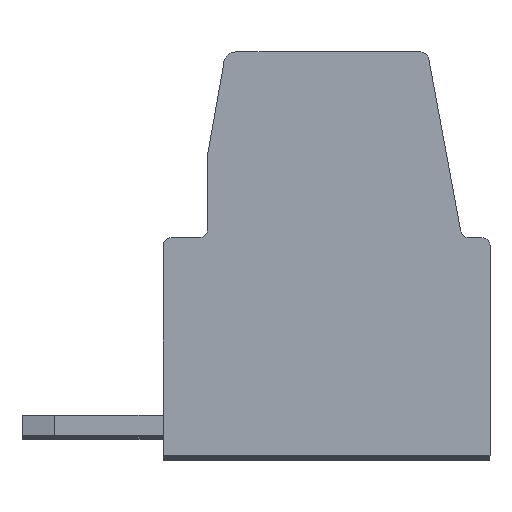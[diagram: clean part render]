
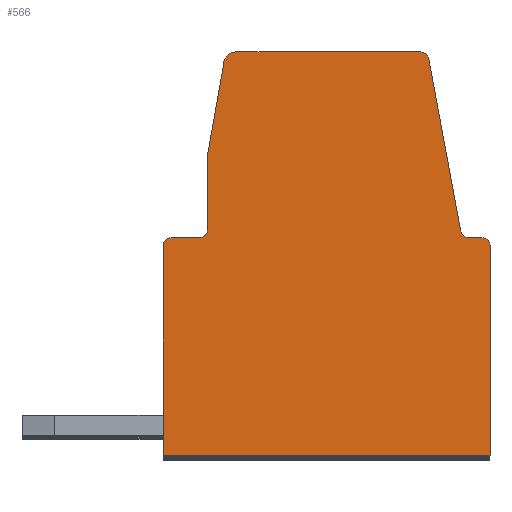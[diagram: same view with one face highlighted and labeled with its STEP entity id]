
A CAD part, top view. The second image highlights one B-rep face of the part: STEP entity #566.
In plain terms, the highlighted planar face has unit normal (0, 0, 1).
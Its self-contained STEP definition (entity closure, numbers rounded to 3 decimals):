
#566 = ADVANCED_FACE( '', ( #1123 ), #1124, .F. );
#1123 = FACE_OUTER_BOUND( '', #1697, .T. );
#1124 = PLANE( '', #1698 );
#1697 = EDGE_LOOP( '', ( #3088, #3089, #3090, #3091, #3092, #3093, #3094, #3095, #3096, #3097, #3098, #3099, #3100, #3101, #3102 ) );
#1698 = AXIS2_PLACEMENT_3D( '', #3103, #3104, #3105 );
#3088 = ORIENTED_EDGE( '', *, *, #4189, .T. );
#3089 = ORIENTED_EDGE( '', *, *, #4236, .T. );
#3090 = ORIENTED_EDGE( '', *, *, #4237, .F. );
#3091 = ORIENTED_EDGE( '', *, *, #3677, .T. );
#3092 = ORIENTED_EDGE( '', *, *, #3967, .T. );
#3093 = ORIENTED_EDGE( '', *, *, #4238, .T. );
#3094 = ORIENTED_EDGE( '', *, *, #3980, .T. );
#3095 = ORIENTED_EDGE( '', *, *, #4122, .T. );
#3096 = ORIENTED_EDGE( '', *, *, #3651, .F. );
#3097 = ORIENTED_EDGE( '', *, *, #4239, .T. );
#3098 = ORIENTED_EDGE( '', *, *, #4240, .F. );
#3099 = ORIENTED_EDGE( '', *, *, #4241, .T. );
#3100 = ORIENTED_EDGE( '', *, *, #4071, .T. );
#3101 = ORIENTED_EDGE( '', *, *, #4088, .F. );
#3102 = ORIENTED_EDGE( '', *, *, #4242, .F. );
#3103 = CARTESIAN_POINT( '', ( 0.81, -4.4, 0. ) );
#3104 = DIRECTION( '', ( 0., 0., -1. ) );
#3105 = DIRECTION( '', ( 0., 1., 0. ) );
#3651 = EDGE_CURVE( '', #4358, #4360, #4361, .T. );
#3677 = EDGE_CURVE( '', #4407, #4405, #4408, .T. );
#3967 = EDGE_CURVE( '', #4405, #4888, #4890, .T. );
#3980 = EDGE_CURVE( '', #4908, #4909, #4910, .T. );
#4071 = EDGE_CURVE( '', #5042, #5046, #5048, .T. );
#4088 = EDGE_CURVE( '', #5070, #5046, #5072, .T. );
#4122 = EDGE_CURVE( '', #4909, #4360, #5118, .T. );
#4189 = EDGE_CURVE( '', #5211, #5209, #5212, .T. );
#4236 = EDGE_CURVE( '', #5209, #5267, #5268, .T. );
#4237 = EDGE_CURVE( '', #4407, #5267, #5269, .T. );
#4238 = EDGE_CURVE( '', #4888, #4908, #5270, .T. );
#4239 = EDGE_CURVE( '', #4358, #5271, #5272, .T. );
#4240 = EDGE_CURVE( '', #5273, #5271, #5274, .T. );
#4241 = EDGE_CURVE( '', #5273, #5042, #5275, .T. );
#4242 = EDGE_CURVE( '', #5211, #5070, #5276, .T. );
#4358 = VERTEX_POINT( '', #5402 );
#4360 = VERTEX_POINT( '', #5405 );
#4361 = CIRCLE( '', #5406, 0.2 );
#4405 = VERTEX_POINT( '', #5466 );
#4407 = VERTEX_POINT( '', #5469 );
#4408 = LINE( '', #5470, #5471 );
#4888 = VERTEX_POINT( '', #6163 );
#4890 = CIRCLE( '', #6166, 0.2 );
#4908 = VERTEX_POINT( '', #6192 );
#4909 = VERTEX_POINT( '', #6193 );
#4910 = LINE( '', #6194, #6195 );
#5042 = VERTEX_POINT( '', #6387 );
#5046 = VERTEX_POINT( '', #6392 );
#5048 = CIRCLE( '', #6395, 0.2 );
#5070 = VERTEX_POINT( '', #6426 );
#5072 = LINE( '', #6429, #6430 );
#5118 = LINE( '', #6496, #6497 );
#5209 = VERTEX_POINT( '', #6630 );
#5211 = VERTEX_POINT( '', #6633 );
#5212 = LINE( '', #6634, #6635 );
#5267 = VERTEX_POINT( '', #6718 );
#5268 = LINE( '', #6719, #6720 );
#5269 = CIRCLE( '', #6721, 0.2 );
#5270 = LINE( '', #6722, #6723 );
#5271 = VERTEX_POINT( '', #6724 );
#5272 = LINE( '', #6725, #6726 );
#5273 = VERTEX_POINT( '', #6727 );
#5274 = CIRCLE( '', #6728, 0.2 );
#5275 = LINE( '', #6729, #6730 );
#5276 = CIRCLE( '', #6731, 0.3 );
#5402 = CARTESIAN_POINT( '', ( -0.2, 5.4, 0. ) );
#5405 = CARTESIAN_POINT( '', ( 0., 5.2, 0. ) );
#5406 = AXIS2_PLACEMENT_3D( '', #6878, #6879, #6880 );
#5466 = CARTESIAN_POINT( '', ( -7.9, 5.4, 0. ) );
#5469 = CARTESIAN_POINT( '', ( -7.2, 5.4, 0. ) );
#5470 = CARTESIAN_POINT( '', ( -16.414, 5.4, 0. ) );
#5471 = VECTOR( '', #6910, 1000. );
#6163 = CARTESIAN_POINT( '', ( -8.1, 5.2, 0. ) );
#6166 = AXIS2_PLACEMENT_3D( '', #7199, #7200, #7201 );
#6192 = CARTESIAN_POINT( '', ( -8.1, 0., 0. ) );
#6193 = CARTESIAN_POINT( '', ( 0., 0., 0. ) );
#6194 = CARTESIAN_POINT( '', ( -16.414, 0., 0. ) );
#6195 = VECTOR( '', #7213, 1000. );
#6387 = CARTESIAN_POINT( '', ( -1.52, 9.836, 0. ) );
#6392 = CARTESIAN_POINT( '', ( -1.716, 10., 0. ) );
#6395 = AXIS2_PLACEMENT_3D( '', #7291, #7292, #7293 );
#6426 = CARTESIAN_POINT( '', ( -6.298, 10., 0. ) );
#6429 = CARTESIAN_POINT( '', ( -16.414, 10., 0. ) );
#6430 = VECTOR( '', #7307, 1000. );
#6496 = CARTESIAN_POINT( '', ( 0., -18.438, 0. ) );
#6497 = VECTOR( '', #7337, 1000. );
#6630 = CARTESIAN_POINT( '', ( -7., 7.448, 0. ) );
#6633 = CARTESIAN_POINT( '', ( -6.594, 9.752, 0. ) );
#6634 = CARTESIAN_POINT( '', ( -11.564, -18.438, 0. ) );
#6635 = VECTOR( '', #7405, 1000. );
#6718 = CARTESIAN_POINT( '', ( -7., 5.6, 0. ) );
#6719 = CARTESIAN_POINT( '', ( -7., -18.438, 0. ) );
#6720 = VECTOR( '', #7449, 1000. );
#6721 = AXIS2_PLACEMENT_3D( '', #7450, #7451, #7452 );
#6722 = CARTESIAN_POINT( '', ( -8.1, -18.438, 0. ) );
#6723 = VECTOR( '', #7453, 1000. );
#6724 = CARTESIAN_POINT( '', ( -0.531, 5.4, 0. ) );
#6725 = CARTESIAN_POINT( '', ( -16.414, 5.4, 0. ) );
#6726 = VECTOR( '', #7454, 1000. );
#6727 = CARTESIAN_POINT( '', ( -0.728, 5.564, 0. ) );
#6728 = AXIS2_PLACEMENT_3D( '', #7455, #7456, #7457 );
#6729 = CARTESIAN_POINT( '', ( 3.721, -18.438, 0. ) );
#6730 = VECTOR( '', #7458, 1000. );
#6731 = AXIS2_PLACEMENT_3D( '', #7459, #7460, #7461 );
#6878 = CARTESIAN_POINT( '', ( -0.2, 5.2, 0. ) );
#6879 = DIRECTION( '', ( 0., 0., -1. ) );
#6880 = DIRECTION( '', ( -1., 0., 0. ) );
#6910 = DIRECTION( '', ( -1., 0., 0. ) );
#7199 = CARTESIAN_POINT( '', ( -7.9, 5.2, 0. ) );
#7200 = DIRECTION( '', ( 0., 0., 1. ) );
#7201 = DIRECTION( '', ( 1., 0., 0. ) );
#7213 = DIRECTION( '', ( 1., 0., 0. ) );
#7291 = CARTESIAN_POINT( '', ( -1.716, 9.8, 0. ) );
#7292 = DIRECTION( '', ( 0., 0., 1. ) );
#7293 = DIRECTION( '', ( 1., 0., 0. ) );
#7307 = DIRECTION( '', ( 1., 0., 0. ) );
#7337 = DIRECTION( '', ( 0., 1., 0. ) );
#7405 = DIRECTION( '', ( -0.174, -0.985, 0. ) );
#7449 = DIRECTION( '', ( 0., -1., 0. ) );
#7450 = CARTESIAN_POINT( '', ( -7.2, 5.6, 0. ) );
#7451 = DIRECTION( '', ( 0., 0., 1. ) );
#7452 = DIRECTION( '', ( 1., 0., 0. ) );
#7453 = DIRECTION( '', ( 0., -1., 0. ) );
#7454 = DIRECTION( '', ( -1., 0., 0. ) );
#7455 = CARTESIAN_POINT( '', ( -0.531, 5.6, 0. ) );
#7456 = DIRECTION( '', ( 0., 0., 1. ) );
#7457 = DIRECTION( '', ( 1., 0., 0. ) );
#7458 = DIRECTION( '', ( -0.182, 0.983, 0. ) );
#7459 = CARTESIAN_POINT( '', ( -6.298, 9.7, 0. ) );
#7460 = DIRECTION( '', ( 0., 0., -1. ) );
#7461 = DIRECTION( '', ( -1., 0., 0. ) );
